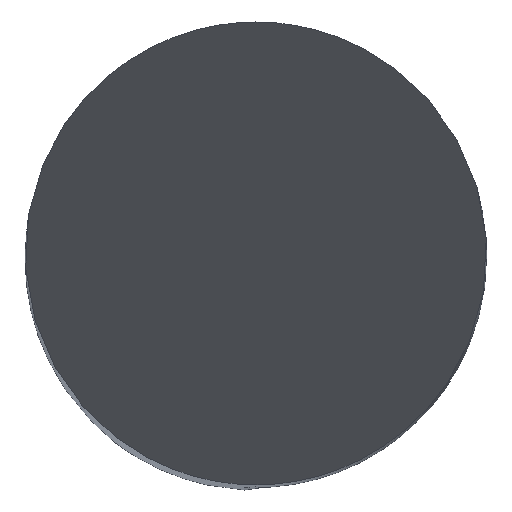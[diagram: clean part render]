
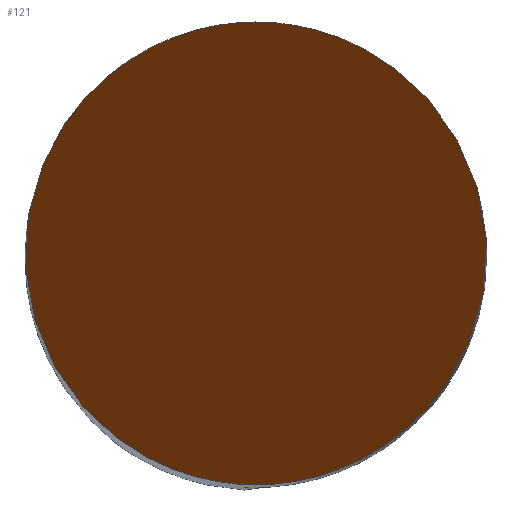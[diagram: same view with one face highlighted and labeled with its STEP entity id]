
A CAD part, top view. The second image highlights one B-rep face of the part: STEP entity #121.
In plain terms, the highlighted planar face has unit normal (0, -0.866, 0.5).
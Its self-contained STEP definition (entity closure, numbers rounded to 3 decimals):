
#58=PLANE('',#529);
#121=ADVANCED_FACE('',(#153),#58,.F.);
#153=FACE_OUTER_BOUND('',#179,.T.);
#179=EDGE_LOOP('',(#301,#302));
#301=ORIENTED_EDGE('',*,*,#416,.T.);
#302=ORIENTED_EDGE('',*,*,#439,.T.);
#365=VERTEX_POINT('',#857);
#366=VERTEX_POINT('',#862);
#416=EDGE_CURVE('',#366,#365,#472,.T.);
#439=EDGE_CURVE('',#365,#366,#474,.T.);
#472=(
BOUNDED_CURVE()
B_SPLINE_CURVE(3,(#858,#859,#860,#861),.UNSPECIFIED.,.F.,.F.)
B_SPLINE_CURVE_WITH_KNOTS((4,4),(0.,1.),.UNSPECIFIED.)
CURVE()
GEOMETRIC_REPRESENTATION_ITEM()
RATIONAL_B_SPLINE_CURVE((1.,0.333,0.333,1.))
REPRESENTATION_ITEM('')
);
#474=(
BOUNDED_CURVE()
B_SPLINE_CURVE(3,(#988,#989,#990,#991),.UNSPECIFIED.,.F.,.F.)
B_SPLINE_CURVE_WITH_KNOTS((4,4),(0.,1.),.UNSPECIFIED.)
CURVE()
GEOMETRIC_REPRESENTATION_ITEM()
RATIONAL_B_SPLINE_CURVE((1.,0.333,0.333,1.))
REPRESENTATION_ITEM('')
);
#529=AXIS2_PLACEMENT_3D('',#1009,#599,#600);
#599=DIRECTION('',(0.,0.866,-0.5));
#600=DIRECTION('',(0.,-0.5,-0.866));
#857=CARTESIAN_POINT('',(0.,2.,3.464));
#858=CARTESIAN_POINT('',(0.,-2.,-3.464));
#859=CARTESIAN_POINT('',(4.,-2.,-3.464));
#860=CARTESIAN_POINT('',(4.,2.,3.464));
#861=CARTESIAN_POINT('',(0.,2.,3.464));
#862=CARTESIAN_POINT('',(0.,-2.,-3.464));
#988=CARTESIAN_POINT('',(0.,2.,3.464));
#989=CARTESIAN_POINT('',(-4.,2.,3.464));
#990=CARTESIAN_POINT('',(-4.,-2.,-3.464));
#991=CARTESIAN_POINT('',(0.,-2.,-3.464));
#1009=CARTESIAN_POINT('',(-3.,-3.,-5.196));
